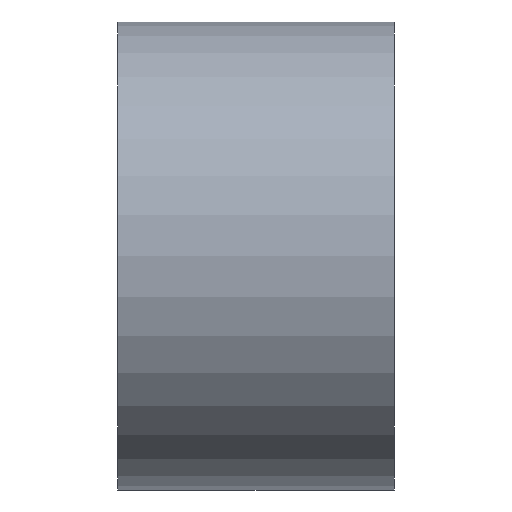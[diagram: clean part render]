
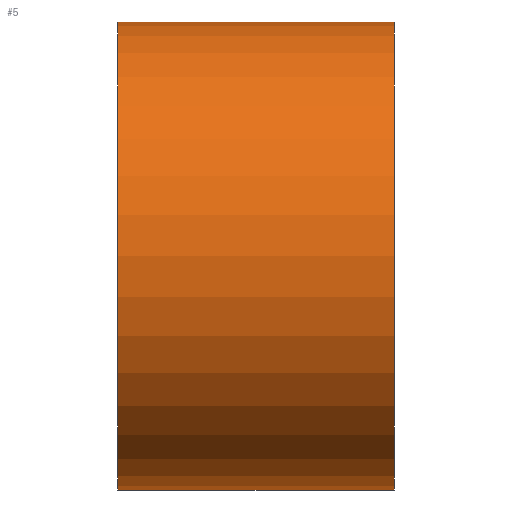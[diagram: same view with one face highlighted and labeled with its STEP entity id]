
A CAD part, left-side view. The second image highlights one B-rep face of the part: STEP entity #5.
In plain terms, the highlighted cylindrical face has radius 12.7 mm (diameter 25.4 mm), a partial arc.
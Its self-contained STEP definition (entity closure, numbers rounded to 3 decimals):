
#5 = ADVANCED_FACE ( 'NONE', ( #179 ), #36, .T. ) ;
#9 = AXIS2_PLACEMENT_3D ( 'NONE', #89, #52, #118 ) ;
#10 = CARTESIAN_POINT ( 'NONE',  ( 0., 15., 0. ) ) ;
#12 = CARTESIAN_POINT ( 'NONE',  ( 0., 15., -12.7 ) ) ;
#14 = EDGE_CURVE ( 'NONE', #97, #110, #95, .T. ) ;
#25 = CARTESIAN_POINT ( 'NONE',  ( 0., 0., 12.7 ) ) ;
#28 = VERTEX_POINT ( 'NONE', #25 ) ;
#36 = CYLINDRICAL_SURFACE ( 'NONE', #148, 12.7 ) ;
#45 = EDGE_CURVE ( 'NONE', #97, #79, #91, .T. ) ;
#52 = DIRECTION ( 'NONE',  ( 0., 1., 0. ) ) ;
#53 = EDGE_CURVE ( 'NONE', #110, #28, #197, .T. ) ;
#54 = DIRECTION ( 'NONE',  ( 0., -1., 0. ) ) ;
#56 = CARTESIAN_POINT ( 'NONE',  ( 0., 0., -12.7 ) ) ;
#72 = DIRECTION ( 'NONE',  ( 0., 0., 1. ) ) ;
#79 = VERTEX_POINT ( 'NONE', #56 ) ;
#85 = VECTOR ( 'NONE', #138, 1000. ) ;
#89 = CARTESIAN_POINT ( 'NONE',  ( 0., 15., 0. ) ) ;
#91 = LINE ( 'NONE', #12, #85 ) ;
#95 = CIRCLE ( 'NONE', #9, 12.7 ) ;
#97 = VERTEX_POINT ( 'NONE', #162 ) ;
#98 = ORIENTED_EDGE ( 'NONE', *, *, #53, .F. ) ;
#102 = CARTESIAN_POINT ( 'NONE',  ( 0., 15., 12.7 ) ) ;
#105 = DIRECTION ( 'NONE',  ( 0., 0., -1. ) ) ;
#110 = VERTEX_POINT ( 'NONE', #102 ) ;
#111 = ORIENTED_EDGE ( 'NONE', *, *, #45, .T. ) ;
#116 = DIRECTION ( 'NONE',  ( 0., 1., 0. ) ) ;
#117 = CARTESIAN_POINT ( 'NONE',  ( 0., 0., 0. ) ) ;
#118 = DIRECTION ( 'NONE',  ( 0., 0., 1. ) ) ;
#120 = CIRCLE ( 'NONE', #163, 12.7 ) ;
#124 = CARTESIAN_POINT ( 'NONE',  ( 0., 15., 12.7 ) ) ;
#127 = ORIENTED_EDGE ( 'NONE', *, *, #196, .T. ) ;
#138 = DIRECTION ( 'NONE',  ( 0., -1., 0. ) ) ;
#143 = VECTOR ( 'NONE', #157, 1000. ) ;
#145 = EDGE_LOOP ( 'NONE', ( #98, #159, #111, #127 ) ) ;
#148 = AXIS2_PLACEMENT_3D ( 'NONE', #10, #54, #105 ) ;
#157 = DIRECTION ( 'NONE',  ( 0., -1., 0. ) ) ;
#159 = ORIENTED_EDGE ( 'NONE', *, *, #14, .F. ) ;
#162 = CARTESIAN_POINT ( 'NONE',  ( 0., 15., -12.7 ) ) ;
#163 = AXIS2_PLACEMENT_3D ( 'NONE', #117, #116, #72 ) ;
#179 = FACE_OUTER_BOUND ( 'NONE', #145, .T. ) ;
#196 = EDGE_CURVE ( 'NONE', #79, #28, #120, .T. ) ;
#197 = LINE ( 'NONE', #124, #143 ) ;
